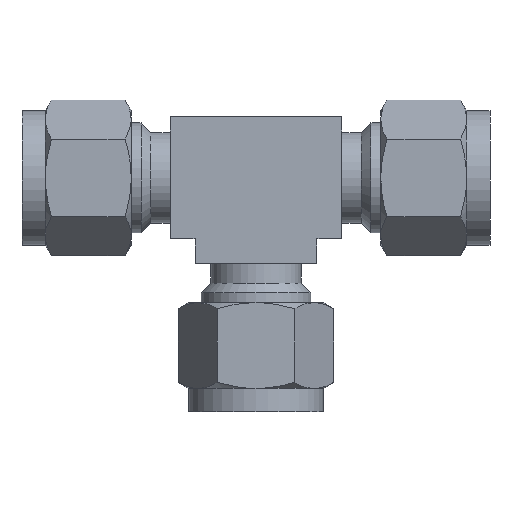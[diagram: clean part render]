
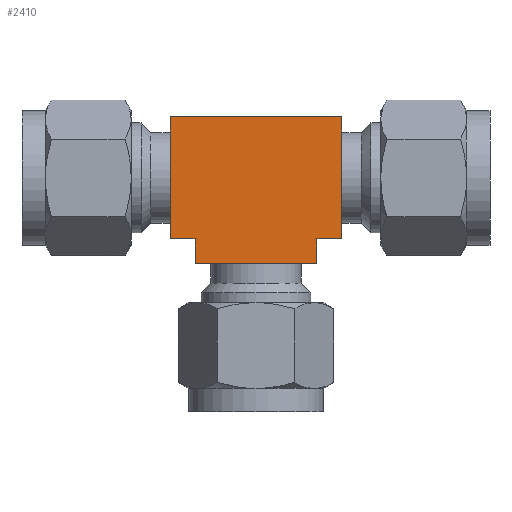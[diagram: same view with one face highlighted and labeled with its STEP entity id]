
A CAD part, front view. The second image highlights one B-rep face of the part: STEP entity #2410.
In plain terms, the highlighted planar face has unit normal (0, -1, 0).
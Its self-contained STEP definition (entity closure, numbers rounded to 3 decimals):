
#2130=CARTESIAN_POINT('POINT129',(38.418,-7.938,-7.938
   ));
#2131=VERTEX_POINT('VERTEX129',#2130);
#2148=CARTESIAN_POINT('POINT132',(41.656,-7.938,-7.938)
   );
#2149=VERTEX_POINT('VERTEX132',#2148);
#2156=CARTESIAN_POINT('POS137',(19.304,-7.938,-7.938));
#2157=DIRECTION('DIR211',(1.,0.,
   0.));
#2158=VECTOR('VEC63',#2157,25.4);
#2159=LINE('STRAIGHT63',#2156,#2158);
#2160=EDGE_CURVE('EDGE227',#2131,#2149,#2159,.T.);
#2178=CARTESIAN_POINT('POINT134',(41.656,-7.938,7.938))
   ;
#2179=VERTEX_POINT('VERTEX134',#2178);
#2186=CARTESIAN_POINT('POS141',(41.656,-7.938,7.938));
#2187=DIRECTION('DIR216',(0.,0.,
   1.));
#2188=VECTOR('VEC66',#2187,25.4);
#2189=LINE('STRAIGHT66',#2186,#2188);
#2190=EDGE_CURVE('EDGE230',#2149,#2179,#2189,.T.);
#2207=CARTESIAN_POINT('POINT136',(19.304,-7.938,7.938))
   ;
#2208=VERTEX_POINT('VERTEX136',#2207);
#2215=CARTESIAN_POINT('POS144',(19.304,-7.938,7.938));
#2216=DIRECTION('DIR220',(1.,0.,
   0.));
#2217=VECTOR('VEC68',#2216,25.4);
#2218=LINE('STRAIGHT68',#2215,#2217);
#2219=EDGE_CURVE('EDGE232',#2208,#2179,#2218,.T.);
#2240=CARTESIAN_POINT('POINT137',(19.304,-7.938,-7.938)
   );
#2241=VERTEX_POINT('VERTEX137',#2240);
#2242=CARTESIAN_POINT('POS147',(19.304,-7.938,7.938));
#2243=DIRECTION('DIR224',(0.,0.,
   -1.));
#2244=VECTOR('VEC70',#2243,25.4);
#2245=LINE('STRAIGHT70',#2242,#2244);
#2246=EDGE_CURVE('EDGE234',#2208,#2241,#2245,.T.);
#2273=CARTESIAN_POINT('POINT140',(22.543,-7.938,-7.938
   ));
#2274=VERTEX_POINT('VERTEX140',#2273);
#2281=EDGE_CURVE('EDGE238',#2241,#2274,#2159,.T.);
#2361=CARTESIAN_POINT('POINT146',(22.543,-7.938,-11.176
   ));
#2362=VERTEX_POINT('VERTEX146',#2361);
#2369=CARTESIAN_POINT('POS160',(22.543,-7.938,0.));
#2370=DIRECTION('DIR242',(0.,0.,-1.));
#2371=VECTOR('VEC78',#2370,25.4);
#2372=LINE('STRAIGHT78',#2369,#2371);
#2373=EDGE_CURVE('EDGE247',#2274,#2362,#2372,.T.);
#2383=ORIENTED_EDGE('COEDGE477',*,*,#2373,.T.);
#2384=CARTESIAN_POINT('POINT147',(38.418,-7.938,-11.176
   ));
#2385=VERTEX_POINT('VERTEX147',#2384);
#2386=CARTESIAN_POINT('POS162',(22.543,-7.938,-11.176))
   ;
#2387=DIRECTION('DIR245',(1.,0.,0.));
#2388=VECTOR('VEC79',#2387,25.4);
#2389=LINE('STRAIGHT79',#2386,#2388);
#2390=EDGE_CURVE('EDGE248',#2362,#2385,#2389,.T.);
#2391=ORIENTED_EDGE('COEDGE478',*,*,#2390,.T.);
#2392=CARTESIAN_POINT('POS163',(38.418,-7.938,0.));
#2393=DIRECTION('DIR246',(0.,0.,-1.));
#2394=VECTOR('VEC80',#2393,25.4);
#2395=LINE('STRAIGHT80',#2392,#2394);
#2396=EDGE_CURVE('EDGE249',#2131,#2385,#2395,.T.);
#2397=ORIENTED_EDGE('COEDGE479',*,*,#2396,.F.);
#2398=ORIENTED_EDGE('COEDGE480',*,*,#2160,.T.);
#2399=ORIENTED_EDGE('COEDGE481',*,*,#2190,.T.);
#2400=ORIENTED_EDGE('COEDGE482',*,*,#2219,.F.);
#2401=ORIENTED_EDGE('COEDGE483',*,*,#2246,.T.);
#2402=ORIENTED_EDGE('COEDGE484',*,*,#2281,.T.);
#2403=EDGE_LOOP('NONE',(#2383,#2391,#2397,#2398,#2399,#2400,#2401,#2402)
   );
#2404=FACE_BOUND('LOOP1',#2403,.T.);
#2405=CARTESIAN_POINT('POS164',(19.304,-7.938,-7.938));
#2406=DIRECTION('DIR247',(0.,-1.,0.));
#2407=DIRECTION('DIR248',(1.,0.,0.));
#2408=AXIS2_PLACEMENT_3D('AXIS84',#2405,#2406,#2407);
#2409=PLANE('PLANE33',#2408);
#2410=ADVANCED_FACE('FACE111',(#2404),#2409,.T.);
